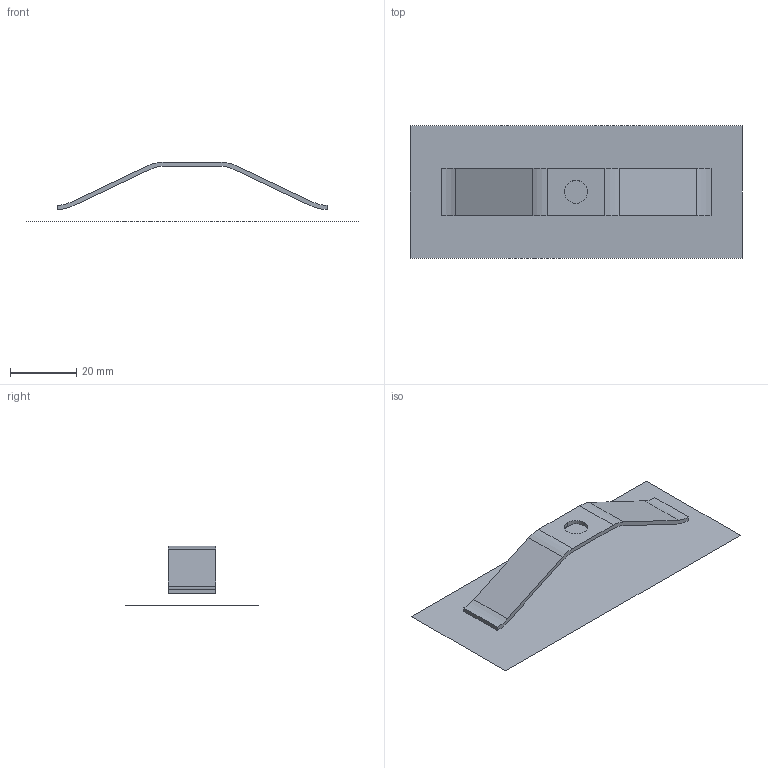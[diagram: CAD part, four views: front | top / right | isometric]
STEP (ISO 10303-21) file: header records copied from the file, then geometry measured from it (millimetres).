
FILE_DESCRIPTION(('Open CASCADE Model'),'2;1');
FILE_NAME('Open CASCADE Shape Model','2008-04-02T14:15:27',('Author'),( 'Open CASCADE'),'Open CASCADE STEP processor 6.1','Open CASCADE 6.1' ,'Unknown');
FILE_SCHEMA(('AUTOMOTIVE_DESIGN_CC2 { 1 2 10303 214 -1 1 5 4 }'));
Length unit declared in the file: millimetre
Products named in the file (2): Open CASCADE STEP translator 6.1 1; Open CASCADE STEP translator 6.1 2
Bounding box: 100 x 40 x 18 mm (x, y, z)
Volume: 1531.8 mm3; surface area: 6697.3 mm2
Topology: 1 solids, 2 shells, 23 faces, 64 edges, 44 vertices
Faces by surface type: cylinder 12, plane 11
Entity records: 2271 total; most frequent: CARTESIAN_POINT 1065, DIRECTION 204, ORIENTED_EDGE 124, PCURVE 124, DEFINITIONAL_REPRESENTATION 124, LINE 92, VECTOR 92, EDGE_CURVE 64
